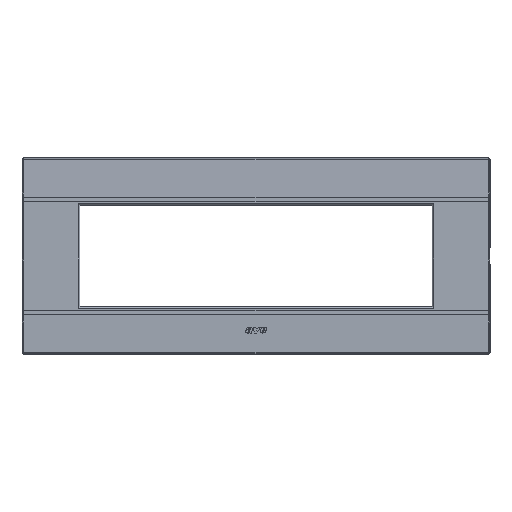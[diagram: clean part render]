
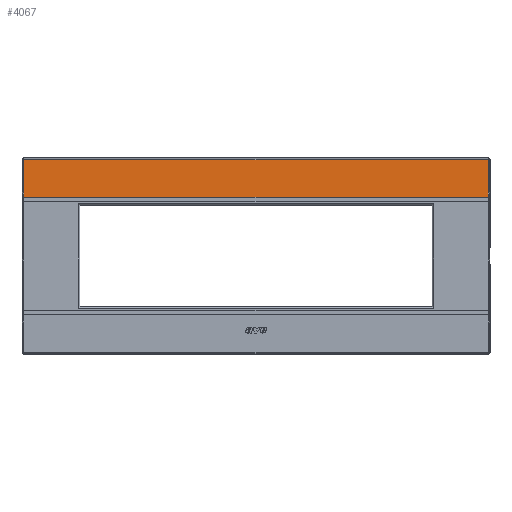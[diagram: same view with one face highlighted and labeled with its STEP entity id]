
A CAD part, top view. The second image highlights one B-rep face of the part: STEP entity #4067.
In plain terms, the highlighted planar face has unit normal (0, 0.018, 1).
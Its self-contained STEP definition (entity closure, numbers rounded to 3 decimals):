
#3902=CARTESIAN_POINT('Line Origine',(52.5,26.447,5.482)) ;
#3906=CARTESIAN_POINT('Vertex',(104.238,26.447,5.482)) ;
#3908=CARTESIAN_POINT('Vertex',(-104.238,26.447,5.482)) ;
#4037=CARTESIAN_POINT('Axis2P3D Location',(0.,25.4,5.5)) ;
#4042=CARTESIAN_POINT('Line Origine',(104.246,34.855,5.335)) ;
#4046=CARTESIAN_POINT('Vertex',(104.254,43.262,5.188)) ;
#4049=CARTESIAN_POINT('Line Origine',(0.,43.262,5.188)) ;
#4053=CARTESIAN_POINT('Vertex',(-104.254,43.262,5.188)) ;
#4056=CARTESIAN_POINT('Line Origine',(-104.246,34.855,5.335)) ;
#3903=DIRECTION('Vector Direction',(1.,0.,0.)) ;
#4038=DIRECTION('Axis2P3D Direction',(0.,-0.017,-1.)) ;
#4039=DIRECTION('Axis2P3D XDirection',(0.,1.,-0.017)) ;
#4043=DIRECTION('Vector Direction',(0.001,1.,-0.017)) ;
#4050=DIRECTION('Vector Direction',(-1.,0.,0.)) ;
#4057=DIRECTION('Vector Direction',(-0.001,1.,-0.017)) ;
#4040=AXIS2_PLACEMENT_3D('Plane Axis2P3D',#4037,#4038,#4039) ;
#4062=ORIENTED_EDGE('',*,*,#4048,.T.) ;
#4063=ORIENTED_EDGE('',*,*,#4055,.F.) ;
#4064=ORIENTED_EDGE('',*,*,#4060,.F.) ;
#4065=ORIENTED_EDGE('',*,*,#3910,.F.) ;
#3904=VECTOR('Line Direction',#3903,1.) ;
#4044=VECTOR('Line Direction',#4043,1.) ;
#4051=VECTOR('Line Direction',#4050,1.) ;
#4058=VECTOR('Line Direction',#4057,1.) ;
#4067=ADVANCED_FACE('PartBody',(#4066),#4041,.F.) ;
#3910=EDGE_CURVE('',#3907,#3909,#3905,.F.) ;
#4048=EDGE_CURVE('',#3907,#4047,#4045,.T.) ;
#4055=EDGE_CURVE('',#4054,#4047,#4052,.F.) ;
#4060=EDGE_CURVE('',#3909,#4054,#4059,.T.) ;
#4061=EDGE_LOOP('',(#4062,#4063,#4064,#4065)) ;
#4066=FACE_OUTER_BOUND('',#4061,.T.) ;
#3905=LINE('Line',#3902,#3904) ;
#4045=LINE('Line',#4042,#4044) ;
#4052=LINE('Line',#4049,#4051) ;
#4059=LINE('Line',#4056,#4058) ;
#4041=PLANE('',#4040) ;
#3907=VERTEX_POINT('',#3906) ;
#3909=VERTEX_POINT('',#3908) ;
#4047=VERTEX_POINT('',#4046) ;
#4054=VERTEX_POINT('',#4053) ;
